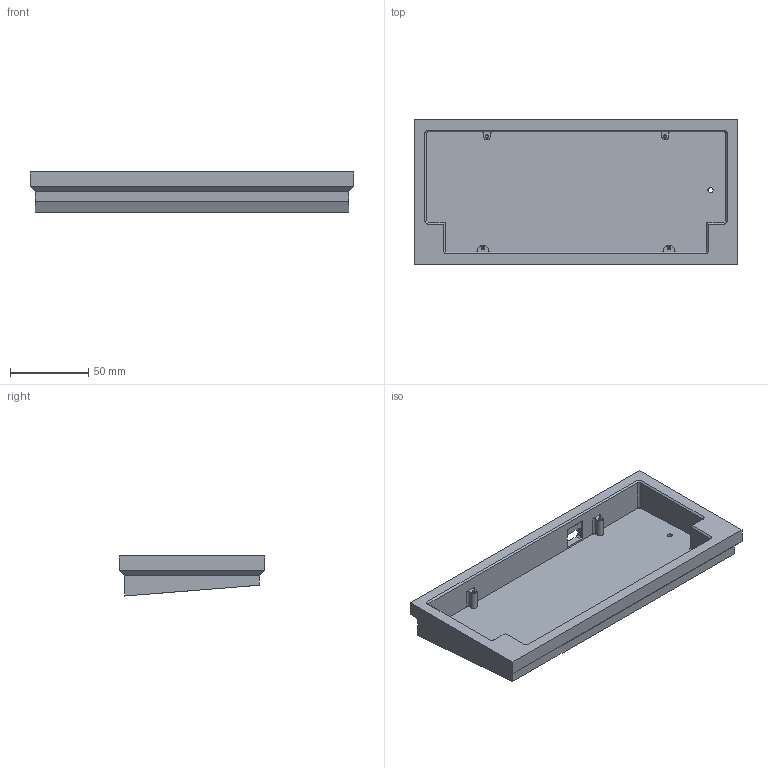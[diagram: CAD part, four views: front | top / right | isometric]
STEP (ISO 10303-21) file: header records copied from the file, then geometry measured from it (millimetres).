
FILE_DESCRIPTION(/* description */ (''),/* implementation_level */ '2;1');
FILE_NAME(/* name */ '_33_Case_big_USB.step',/* time_stamp */ '2020-03-26T08:02:53-05:00',/* author */ (''),/* organization */ (''),/* preprocessor_version */ 'ST-DEVELOPER v18',/* originating_system */ 'Autodesk Translation Framework v8.12.0.6',/* authorisation */ '');
FILE_SCHEMA (('AUTOMOTIVE_DESIGN { 1 0 10303 214 3 1 1 }'));
Length unit declared in the file: millimetre
Products named in the file (1): _33_Case v1
Bounding box: 207.55 x 93.25 x 25.66 mm (x, y, z)
Volume: 128291.4 mm3; surface area: 61142.2 mm2
Topology: 1 solids, 1 shells, 128 faces, 349 edges, 226 vertices
Faces by surface type: plane 71, cylinder 29, bspline 14, cone 14
Full cylindrical faces by diameter (mm): 1.623 x4, 3.3 x1
Entity records: 4109 total; most frequent: CARTESIAN_POINT 872, ORIENTED_EDGE 690, DIRECTION 637, EDGE_CURVE 345, LINE 235, VECTOR 235, VERTEX_POINT 226, AXIS2_PLACEMENT_3D 201
